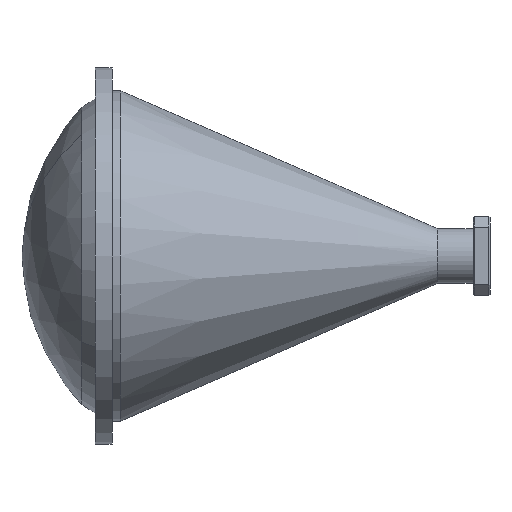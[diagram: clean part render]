
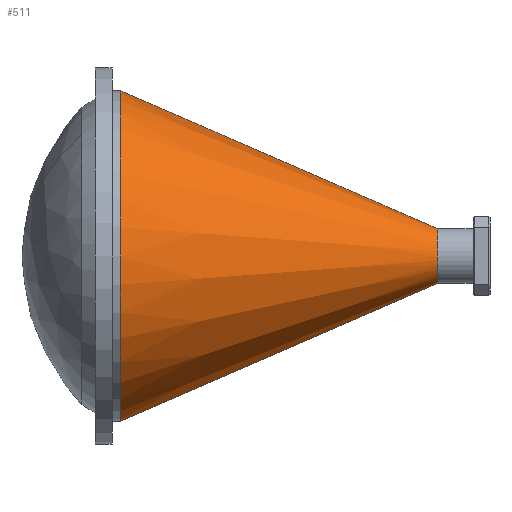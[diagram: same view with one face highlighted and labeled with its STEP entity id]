
A CAD part, front view. The second image highlights one B-rep face of the part: STEP entity #511.
In plain terms, the highlighted conical face has half-angle 23.5 degrees and reference radius 6.604 mm.
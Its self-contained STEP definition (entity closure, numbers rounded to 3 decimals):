
#1 = DIRECTION ( 'NONE',  ( 0., 0., 1. ) ) ;
#13 = CARTESIAN_POINT ( 'NONE',  ( -8.636, 0., -6.604 ) ) ;
#31 = VERTEX_POINT ( 'NONE', #260 ) ;
#47 = LINE ( 'NONE', #1257, #544 ) ;
#114 = EDGE_CURVE ( 'NONE', #31, #1137, #184, .T. ) ;
#156 = CARTESIAN_POINT ( 'NONE',  ( -8.636, 0., 6.604 ) ) ;
#184 = CIRCLE ( 'NONE', #1333, 39.878 ) ;
#260 = CARTESIAN_POINT ( 'NONE',  ( -85.161, 0., 39.878 ) ) ;
#318 = CARTESIAN_POINT ( 'NONE',  ( -85.161, 0., -39.878 ) ) ;
#335 = VECTOR ( 'NONE', #1121, 1000. ) ;
#411 = CONICAL_SURFACE ( 'NONE', #901, 6.604, 0.41 ) ;
#414 = EDGE_CURVE ( 'NONE', #1396, #1137, #47, .T. ) ;
#423 = DIRECTION ( 'NONE',  ( 1., 0., 0. ) ) ;
#511 = ADVANCED_FACE ( 'NONE', ( #745 ), #411, .T. ) ;
#544 = VECTOR ( 'NONE', #1372, 1000. ) ;
#583 = ORIENTED_EDGE ( 'NONE', *, *, #114, .T. ) ;
#685 = EDGE_LOOP ( 'NONE', ( #1168, #1110, #1341, #583 ) ) ;
#695 = DIRECTION ( 'NONE',  ( 0., 0., -1. ) ) ;
#707 = LINE ( 'NONE', #1693, #335 ) ;
#734 = CARTESIAN_POINT ( 'NONE',  ( -8.636, 0., 0. ) ) ;
#745 = FACE_OUTER_BOUND ( 'NONE', #685, .T. ) ;
#857 = VERTEX_POINT ( 'NONE', #156 ) ;
#877 = DIRECTION ( 'NONE',  ( 0., 0., 1. ) ) ;
#901 = AXIS2_PLACEMENT_3D ( 'NONE', #734, #1679, #877 ) ;
#1110 = ORIENTED_EDGE ( 'NONE', *, *, #1717, .F. ) ;
#1121 = DIRECTION ( 'NONE',  ( -0.917, 0., 0.399 ) ) ;
#1137 = VERTEX_POINT ( 'NONE', #318 ) ;
#1168 = ORIENTED_EDGE ( 'NONE', *, *, #414, .F. ) ;
#1190 = EDGE_CURVE ( 'NONE', #857, #31, #707, .T. ) ;
#1209 = DIRECTION ( 'NONE',  ( 1., 0., 0. ) ) ;
#1215 = AXIS2_PLACEMENT_3D ( 'NONE', #1244, #423, #695 ) ;
#1220 = CARTESIAN_POINT ( 'NONE',  ( -85.161, 0., 0. ) ) ;
#1244 = CARTESIAN_POINT ( 'NONE',  ( -8.636, 0., 0. ) ) ;
#1257 = CARTESIAN_POINT ( 'NONE',  ( -8.636, 0., -6.604 ) ) ;
#1333 = AXIS2_PLACEMENT_3D ( 'NONE', #1220, #1209, #1 ) ;
#1341 = ORIENTED_EDGE ( 'NONE', *, *, #1190, .T. ) ;
#1372 = DIRECTION ( 'NONE',  ( -0.917, 0., -0.399 ) ) ;
#1396 = VERTEX_POINT ( 'NONE', #13 ) ;
#1447 = CIRCLE ( 'NONE', #1215, 6.604 ) ;
#1679 = DIRECTION ( 'NONE',  ( -1., 0., 0. ) ) ;
#1693 = CARTESIAN_POINT ( 'NONE',  ( -8.636, 0., 6.604 ) ) ;
#1717 = EDGE_CURVE ( 'NONE', #857, #1396, #1447, .T. ) ;
